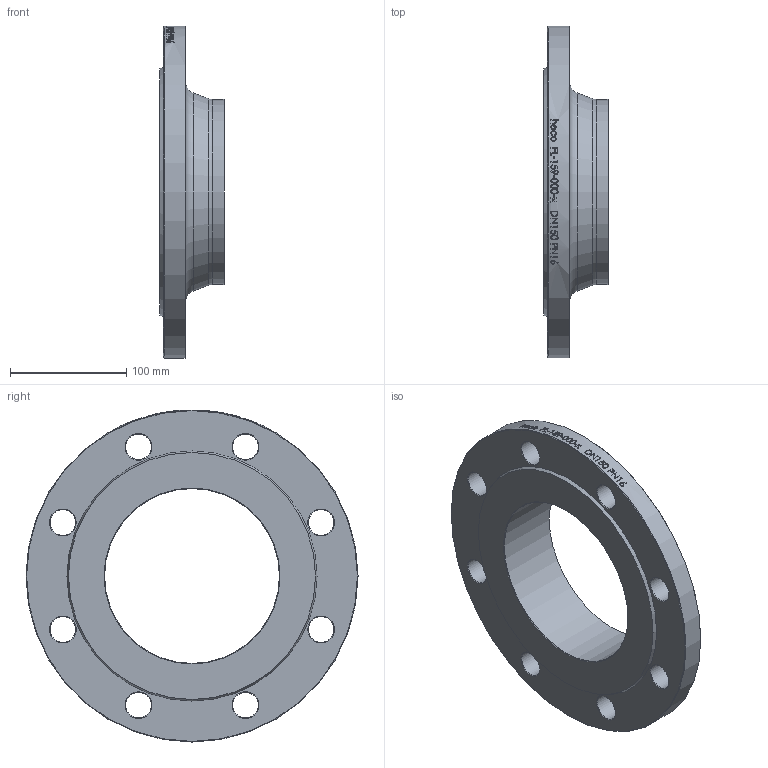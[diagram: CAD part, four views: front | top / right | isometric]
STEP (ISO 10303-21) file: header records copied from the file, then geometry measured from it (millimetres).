
FILE_DESCRIPTION (( 'STEP AP214' ), '1' );
FILE_NAME ('FL-159-000-x Vorschweissflansch DN150 PN16 din DIN2633 2009.STEP', '2020-09-15T09:17:34', ( '' ), ( '' ), 'SwSTEP 2.0', 'SolidWorks 2019', '' );
FILE_SCHEMA (( 'AUTOMOTIVE_DESIGN' ));
Length unit declared in the file: millimetre
Products named in the file (1): FL-159-000-x Vorschweissflansch DN150 PN16 din DIN2633 2009
Bounding box: 55 x 285 x 285 mm (x, y, z)
Volume: 991538.9 mm3; surface area: 152546.2 mm2
Topology: 1 solids, 1 shells, 73 faces, 334 edges, 299 vertices
Faces by surface type: cylinder 46, cone 21, plane 4, torus 2
Full cylindrical faces by diameter (mm): 22 x8, 150 x1, 159 x1, 285 x1
Entity records: 8305 total; most frequent: CARTESIAN_POINT 5485, ORIENTED_EDGE 574, DIRECTION 388, VERTEX_POINT 287, EDGE_CURVE 287, AXIS2_PLACEMENT_3D 174, EDGE_LOOP 162, B_SPLINE_CURVE_WITH_KNOTS 147
